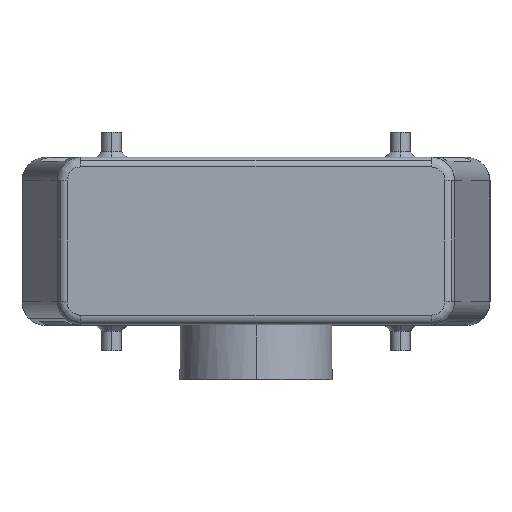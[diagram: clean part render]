
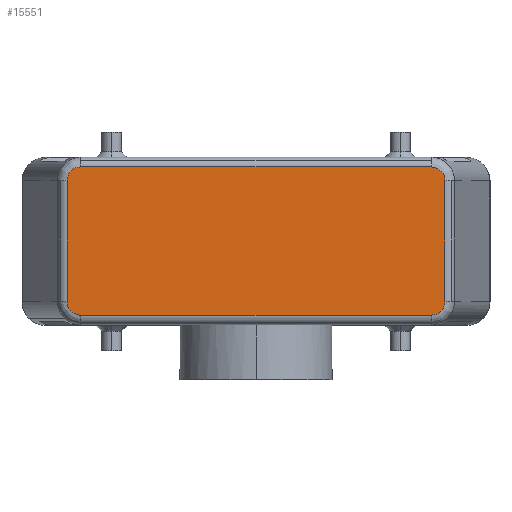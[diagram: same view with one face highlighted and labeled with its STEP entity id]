
A CAD part, top view. The second image highlights one B-rep face of the part: STEP entity #15551.
In plain terms, the highlighted planar face has unit normal (0, 0, 1).
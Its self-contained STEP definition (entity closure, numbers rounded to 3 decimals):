
#399=CARTESIAN_POINT('',(-48.459,-15.5,76.0));
#400=VERTEX_POINT('',#399);
#408=CARTESIAN_POINT('',(-48.459,15.5,76.0));
#409=VERTEX_POINT('',#408);
#410=CARTESIAN_POINT('',(-48.459,-15.5,76.0));
#411=DIRECTION('',(0.0,1.0,0.0));
#412=VECTOR('',#411,31.);
#413=LINE('',#410,#412);
#414=EDGE_CURVE('',#400,#409,#413,.T.);
#15384=CARTESIAN_POINT('',(44.887,19.0,76.0));
#15385=VERTEX_POINT('',#15384);
#15393=CARTESIAN_POINT('',(48.459,15.5,76.0));
#15394=VERTEX_POINT('',#15393);
#15395=CARTESIAN_POINT('',(44.887,15.5,76.0));
#15396=DIRECTION('',(0.0,0.0,-1.0));
#15397=DIRECTION('',(1.0,0.0,0.0));
#15398=AXIS2_PLACEMENT_3D('',#15395,#15396,#15397);
#15399=ELLIPSE('',#15398,3.572,3.5);
#15400=EDGE_CURVE('',#15385,#15394,#15399,.T.);
#15484=CARTESIAN_POINT('',(48.459,-15.5,76.0));
#15485=VERTEX_POINT('',#15484);
#15486=CARTESIAN_POINT('',(48.459,15.5,76.0));
#15487=DIRECTION('',(0.0,-1.0,0.0));
#15488=VECTOR('',#15487,31.);
#15489=LINE('',#15486,#15488);
#15490=EDGE_CURVE('',#15394,#15485,#15489,.T.);
#15502=CARTESIAN_POINT('',(50.5,0.0,76.0));
#15503=DIRECTION('',(0.0,0.0,1.0));
#15504=DIRECTION('',(1.0,0.0,0.0));
#15505=AXIS2_PLACEMENT_3D('',#15502,#15503,#15504);
#15506=PLANE('',#15505);
#15507=ORIENTED_EDGE('',*,*,#15400,.F.);
#15508=CARTESIAN_POINT('',(-44.887,19.0,76.0));
#15509=VERTEX_POINT('',#15508);
#15510=CARTESIAN_POINT('',(-44.887,19.0,76.0));
#15511=DIRECTION('',(1.0,0.0,0.0));
#15512=VECTOR('',#15511,89.774);
#15513=LINE('',#15510,#15512);
#15514=EDGE_CURVE('',#15509,#15385,#15513,.T.);
#15515=ORIENTED_EDGE('',*,*,#15514,.F.);
#15516=CARTESIAN_POINT('',(-44.887,15.5,76.0));
#15517=DIRECTION('',(0.0,0.0,-1.0));
#15518=DIRECTION('',(-1.0,0.0,0.0));
#15519=AXIS2_PLACEMENT_3D('',#15516,#15517,#15518);
#15520=ELLIPSE('',#15519,3.572,3.5);
#15521=EDGE_CURVE('',#409,#15509,#15520,.T.);
#15522=ORIENTED_EDGE('',*,*,#15521,.F.);
#15523=ORIENTED_EDGE('',*,*,#414,.F.);
#15524=CARTESIAN_POINT('',(-44.887,-19.0,76.0));
#15525=VERTEX_POINT('',#15524);
#15526=CARTESIAN_POINT('',(-44.887,-15.5,76.0));
#15527=DIRECTION('',(0.0,0.0,-1.0));
#15528=DIRECTION('',(-1.0,0.0,0.0));
#15529=AXIS2_PLACEMENT_3D('',#15526,#15527,#15528);
#15530=ELLIPSE('',#15529,3.572,3.5);
#15531=EDGE_CURVE('',#15525,#400,#15530,.T.);
#15532=ORIENTED_EDGE('',*,*,#15531,.F.);
#15533=CARTESIAN_POINT('',(44.887,-19.0,76.0));
#15534=VERTEX_POINT('',#15533);
#15535=CARTESIAN_POINT('',(44.887,-19.0,76.0));
#15536=DIRECTION('',(-1.0,0.0,0.0));
#15537=VECTOR('',#15536,89.774);
#15538=LINE('',#15535,#15537);
#15539=EDGE_CURVE('',#15534,#15525,#15538,.T.);
#15540=ORIENTED_EDGE('',*,*,#15539,.F.);
#15541=CARTESIAN_POINT('',(44.887,-15.5,76.0));
#15542=DIRECTION('',(0.0,0.0,-1.0));
#15543=DIRECTION('',(1.0,0.0,0.0));
#15544=AXIS2_PLACEMENT_3D('',#15541,#15542,#15543);
#15545=ELLIPSE('',#15544,3.572,3.5);
#15546=EDGE_CURVE('',#15485,#15534,#15545,.T.);
#15547=ORIENTED_EDGE('',*,*,#15546,.F.);
#15548=ORIENTED_EDGE('',*,*,#15490,.F.);
#15549=EDGE_LOOP('',(#15507,#15515,#15522,#15523,#15532,#15540,#15547,#15548));
#15550=FACE_OUTER_BOUND('',#15549,.T.);
#15551=ADVANCED_FACE('',(#15550),#15506,.T.);
